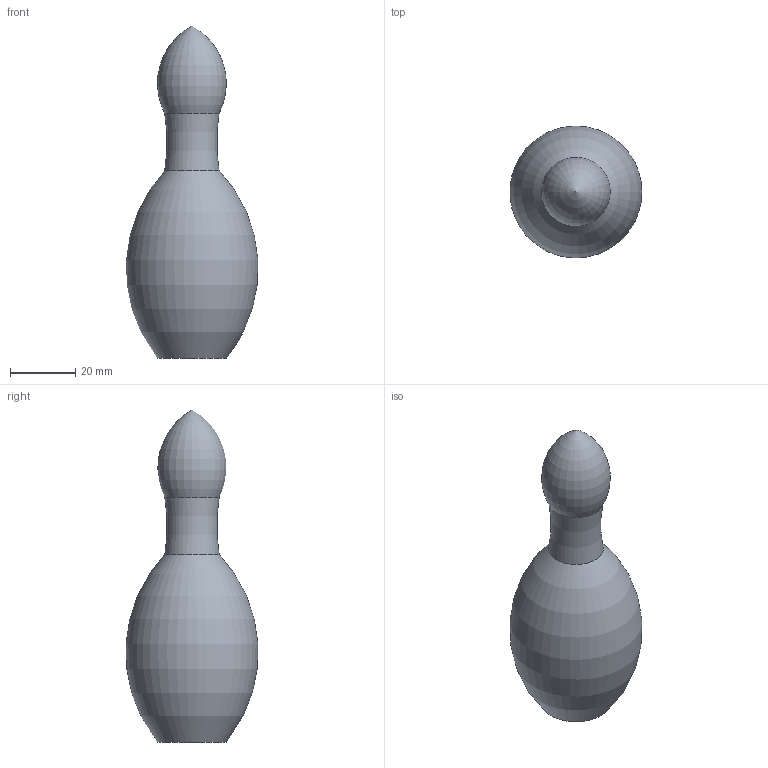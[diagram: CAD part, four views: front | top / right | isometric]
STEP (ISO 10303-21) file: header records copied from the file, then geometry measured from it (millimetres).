
FILE_DESCRIPTION(/* description */ ('STEP AP242','CAx-IF Rec.Pracs.---Representation and Presentation of Product Manufacturing Information (PMI)---4.0---2014-10-13','CAx-IF Rec.Pracs.---3D Tessellated Geometry---0.4---2014-09-14','2;1'),/* implementation_level */ '2;1');
FILE_NAME(/* name */ '6683904f4d139151d1469664',/* time_stamp */ '2024-07-02T05:29:51Z',/* author */ (''),/* organization */ (''),/* preprocessor_version */ 'ST-DEVELOPER v20',/* originating_system */ ' ',/* authorisation */ ' ');
FILE_SCHEMA (('AP242_MANAGED_MODEL_BASED_3D_ENGINEERING_MIM_LF { 1 0 10303 442 1 1 4 }'));
Length unit declared in the file: metre
Products named in the file (1): Part 1
Bounding box: 40.42 x 40.45 x 101.83 mm (x, y, z)
Volume: 63241.1 mm3; surface area: 9308.2 mm2
Topology: 1 solids, 1 shells, 4 faces, 8 edges, 5 vertices
Faces by surface type: torus 3, plane 1
Entity records: 100 total; most frequent: DIRECTION 16, CARTESIAN_POINT 12, AXIS2_PLACEMENT_3D 8, FACE_BOUND 7, ORIENTED_EDGE 6, EDGE_LOOP 6, VERTEX_POINT 4, ADVANCED_FACE 4
